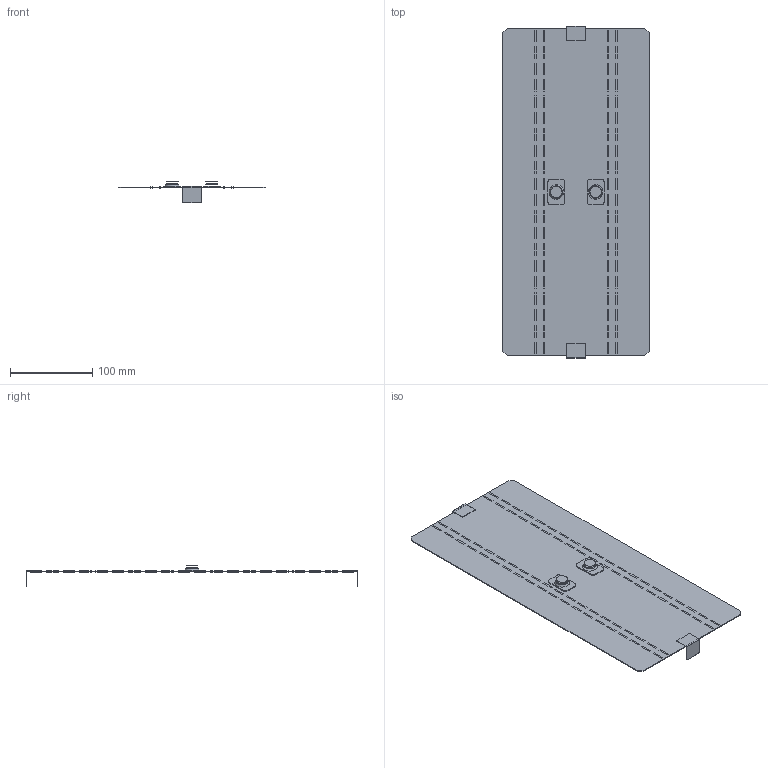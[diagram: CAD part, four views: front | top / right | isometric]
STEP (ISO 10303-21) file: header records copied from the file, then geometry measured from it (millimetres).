
FILE_DESCRIPTION(/* description */ (''),/* implementation_level */ '2;1');
FILE_NAME(/* name */ '481093.stp',/* time_stamp */ '2023-12-19T13:44:54+01:00',/* author */ ('bonnaudn'),/* organization */ (''),/* preprocessor_version */ 'ST-DEVELOPER v19.2',/* originating_system */ 'AutoCAD Mechanical',/* authorisation */ '');
FILE_SCHEMA (('AUTOMOTIVE_DESIGN { 1 0 10303 214 3 1 1 }'));
Length unit declared in the file: millimetre
Products named in the file (1): Product
Bounding box: 178 x 404.5 x 26.13 mm (x, y, z)
Volume: 76151.7 mm3; surface area: 154869.6 mm2
Topology: 7 solids, 167 shells, 216 faces, 760 edges, 720 vertices
Faces by surface type: plane 204, cylinder 8, cone 4
Entity records: 8419 total; most frequent: CARTESIAN_POINT 1697, DIRECTION 1218, ORIENTED_EDGE 880, EDGE_CURVE 760, LINE 736, VECTOR 736, VERTEX_POINT 720, AXIS2_PLACEMENT_3D 241
